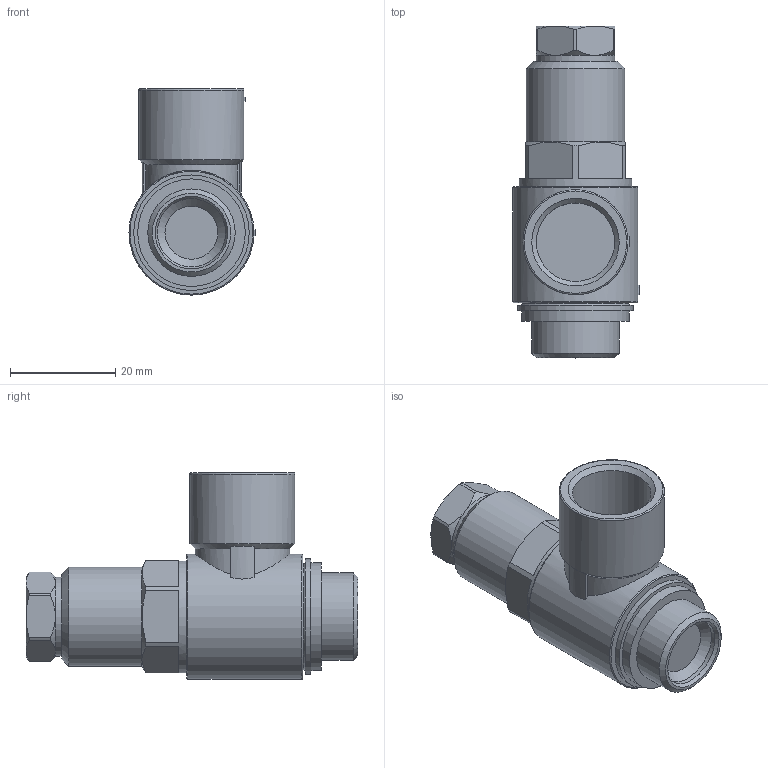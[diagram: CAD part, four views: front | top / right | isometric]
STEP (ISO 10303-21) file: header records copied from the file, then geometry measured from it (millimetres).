
FILE_DESCRIPTION(/* description */ ('STEP AP214'),/* implementation_level */ '2;1');
FILE_NAME(/* name */ '530032_HGL-3_8-B',/* time_stamp */ '2024-08-21T03:16:57+02:00',/* author */ ('License CC BY-ND 4.0'),/* organization */ ('CADENAS'),/* preprocessor_version */ 'ST-DEVELOPER v19.3',/* originating_system */ 'PARTsolutions',/* authorisation */ ' ');
FILE_SCHEMA (('AUTOMOTIVE_DESIGN {1 0 10303 214 3 1 1}'));
Length unit declared in the file: millimetre
Products named in the file (1): 530032 HGL-3/8-B
Bounding box: 24 x 63.2 x 39.3 mm (x, y, z)
Volume: 20373.3 mm3; surface area: 7694.6 mm2
Topology: 1 solids, 1 shells, 102 faces, 240 edges, 151 vertices
Faces by surface type: plane 53, cylinder 24, cone 21, torus 4
Full cylindrical faces by diameter (mm): 11.445 x1, 13 x1, 14.95 x1, 15 x1, 16.662 x1, 18.8 x1, 20 x1, 20.15 x1, 20.5 x1, 21.4 x1, 22 x1, 23.8 x1
Entity records: 2876 total; most frequent: CARTESIAN_POINT 623, DIRECTION 468, ORIENTED_EDGE 424, EDGE_CURVE 212, AXIS2_PLACEMENT_3D 193, VERTEX_POINT 148, EDGE_LOOP 138, FACE_BOUND 138
